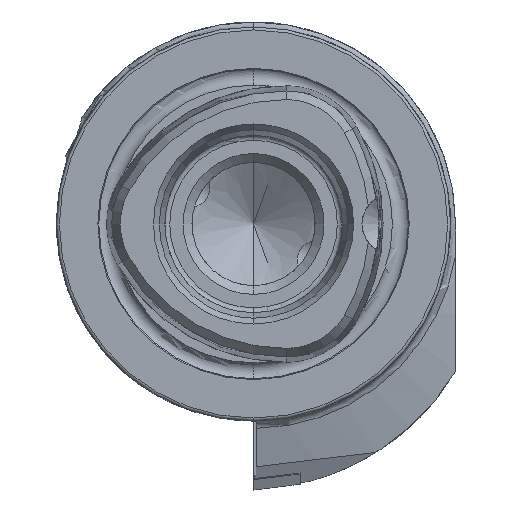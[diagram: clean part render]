
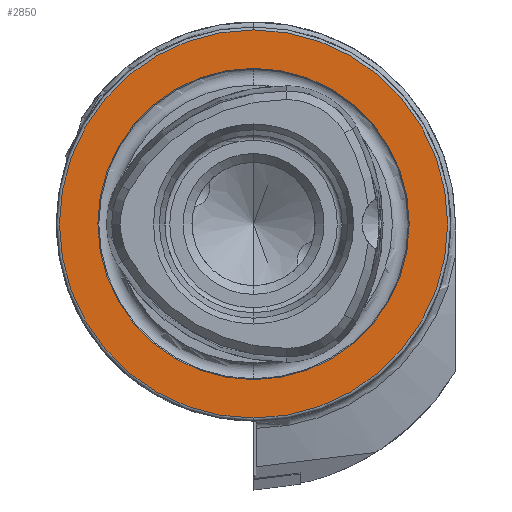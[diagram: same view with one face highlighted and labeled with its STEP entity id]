
A CAD part, left-side view. The second image highlights one B-rep face of the part: STEP entity #2850.
In plain terms, the highlighted planar face has unit normal (-1, 0, 0).
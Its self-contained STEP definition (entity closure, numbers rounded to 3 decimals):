
#678 = EDGE_LOOP ( 'NONE', ( #6640, #8905 ) ) ;
#1377 = AXIS2_PLACEMENT_3D ( 'NONE', #6528, #3484, #7615 ) ;
#1755 = DIRECTION ( 'NONE',  ( -1., 0., 0. ) ) ;
#2352 = EDGE_LOOP ( 'NONE', ( #3587, #3973 ) ) ;
#2478 = DIRECTION ( 'NONE',  ( 0., 0., -1. ) ) ;
#2850 = ADVANCED_FACE ( 'NONE', ( #8236, #6365 ), #12364, .F. ) ;
#2895 = AXIS2_PLACEMENT_3D ( 'NONE', #12411, #12453, #2478 ) ;
#3154 = VERTEX_POINT ( 'NONE', #7470 ) ;
#3484 = DIRECTION ( 'NONE',  ( -1., 0., 0. ) ) ;
#3554 = DIRECTION ( 'NONE',  ( -1., 0., 0. ) ) ;
#3587 = ORIENTED_EDGE ( 'NONE', *, *, #3670, .T. ) ;
#3670 = EDGE_CURVE ( 'NONE', #3154, #11881, #7750, .T. ) ;
#3741 = CARTESIAN_POINT ( 'NONE',  ( 0., 0., 15.8 ) ) ;
#3786 = CARTESIAN_POINT ( 'NONE',  ( 0., 0., 0. ) ) ;
#3854 = CARTESIAN_POINT ( 'NONE',  ( 0., 0., 0. ) ) ;
#3973 = ORIENTED_EDGE ( 'NONE', *, *, #4817, .T. ) ;
#4817 = EDGE_CURVE ( 'NONE', #11881, #3154, #5228, .T. ) ;
#5166 = CARTESIAN_POINT ( 'NONE',  ( 0., 0., 0. ) ) ;
#5228 = CIRCLE ( 'NONE', #10674, 19.7 ) ;
#5744 = CARTESIAN_POINT ( 'NONE',  ( 0., 0., -15.8 ) ) ;
#5806 = AXIS2_PLACEMENT_3D ( 'NONE', #3854, #3554, #11811 ) ;
#6156 = CIRCLE ( 'NONE', #1377, 15.8 ) ;
#6365 = FACE_OUTER_BOUND ( 'NONE', #2352, .T. ) ;
#6395 = EDGE_CURVE ( 'NONE', #10592, #7230, #12771, .T. ) ;
#6528 = CARTESIAN_POINT ( 'NONE',  ( 0., 0., 0. ) ) ;
#6535 = CARTESIAN_POINT ( 'NONE',  ( 0., 0., -19.7 ) ) ;
#6640 = ORIENTED_EDGE ( 'NONE', *, *, #6395, .F. ) ;
#7230 = VERTEX_POINT ( 'NONE', #5744 ) ;
#7255 = DIRECTION ( 'NONE',  ( -1., 0., 0. ) ) ;
#7470 = CARTESIAN_POINT ( 'NONE',  ( 0., 0., 19.7 ) ) ;
#7615 = DIRECTION ( 'NONE',  ( 0., 0., 1. ) ) ;
#7750 = CIRCLE ( 'NONE', #5806, 19.7 ) ;
#8236 = FACE_BOUND ( 'NONE', #678, .T. ) ;
#8842 = EDGE_CURVE ( 'NONE', #7230, #10592, #6156, .T. ) ;
#8905 = ORIENTED_EDGE ( 'NONE', *, *, #8842, .F. ) ;
#9749 = DIRECTION ( 'NONE',  ( 0., 0., 1. ) ) ;
#10138 = DIRECTION ( 'NONE',  ( 0., 0., 1. ) ) ;
#10592 = VERTEX_POINT ( 'NONE', #3741 ) ;
#10674 = AXIS2_PLACEMENT_3D ( 'NONE', #3786, #1755, #9749 ) ;
#10766 = AXIS2_PLACEMENT_3D ( 'NONE', #5166, #7255, #10138 ) ;
#11811 = DIRECTION ( 'NONE',  ( 0., 0., 1. ) ) ;
#11881 = VERTEX_POINT ( 'NONE', #6535 ) ;
#12364 = PLANE ( 'NONE',  #2895 ) ;
#12411 = CARTESIAN_POINT ( 'NONE',  ( 0., 15.8, 0. ) ) ;
#12453 = DIRECTION ( 'NONE',  ( 1., 0., 0. ) ) ;
#12771 = CIRCLE ( 'NONE', #10766, 15.8 ) ;
